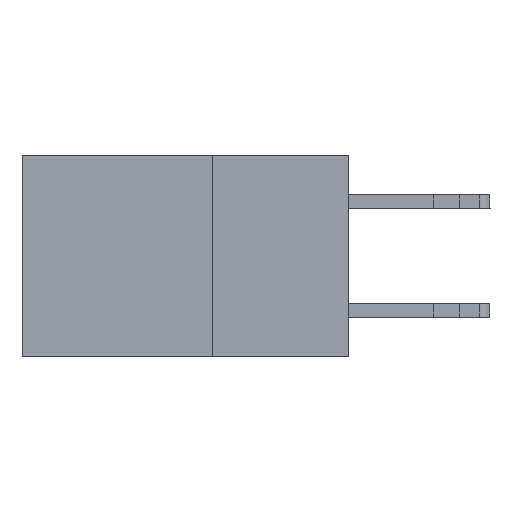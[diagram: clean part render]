
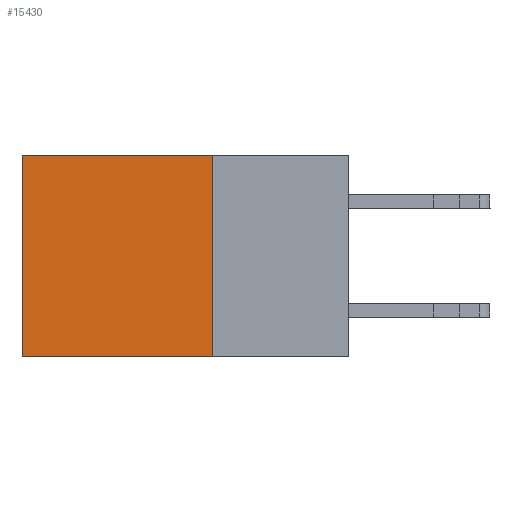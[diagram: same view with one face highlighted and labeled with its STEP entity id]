
A CAD part, left-side view. The second image highlights one B-rep face of the part: STEP entity #15430.
In plain terms, the highlighted planar face has unit normal (-1, 0, 0).
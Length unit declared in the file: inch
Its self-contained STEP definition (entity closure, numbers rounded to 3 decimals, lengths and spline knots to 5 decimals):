
#72 = ORIENTED_EDGE ( 'NONE', *, *, #14491, .T. ) ;
#381 = VECTOR ( 'NONE', #3111, 39.37008 ) ;
#1281 = CARTESIAN_POINT ( 'NONE',  ( 0.2615, 0.25, -0.37 ) ) ;
#1456 = EDGE_LOOP ( 'NONE', ( #13582, #8872, #3315, #72 ) ) ;
#1609 = CARTESIAN_POINT ( 'NONE',  ( 0.2615, 0.25, 0. ) ) ;
#2410 = CARTESIAN_POINT ( 'NONE',  ( 0.2615, 0.6, -0.37 ) ) ;
#2507 = CARTESIAN_POINT ( 'NONE',  ( 0.2615, 0.25, -0.37 ) ) ;
#3111 = DIRECTION ( 'NONE',  ( 0., 0., -1. ) ) ;
#3315 = ORIENTED_EDGE ( 'NONE', *, *, #8671, .F. ) ;
#3783 = DIRECTION ( 'NONE',  ( 0., 0., -1. ) ) ;
#3952 = PLANE ( 'NONE',  #10798 ) ;
#4832 = DIRECTION ( 'NONE',  ( 1., 0., 0. ) ) ;
#5063 = CARTESIAN_POINT ( 'NONE',  ( 0.2615, 0.6, 0. ) ) ;
#5717 = VERTEX_POINT ( 'NONE', #5876 ) ;
#5876 = CARTESIAN_POINT ( 'NONE',  ( 0.2615, 0.25, 0. ) ) ;
#6006 = CARTESIAN_POINT ( 'NONE',  ( 0.2615, 0.6, -0.37 ) ) ;
#6344 = EDGE_CURVE ( 'NONE', #6468, #9694, #7485, .T. ) ;
#6468 = VERTEX_POINT ( 'NONE', #1281 ) ;
#6624 = LINE ( 'NONE', #1609, #9314 ) ;
#7485 = LINE ( 'NONE', #8593, #8707 ) ;
#8522 = DIRECTION ( 'NONE',  ( 0., 1., 0. ) ) ;
#8593 = CARTESIAN_POINT ( 'NONE',  ( 0.2615, 0.25, -0.37 ) ) ;
#8671 = EDGE_CURVE ( 'NONE', #5717, #6468, #13969, .T. ) ;
#8707 = VECTOR ( 'NONE', #8522, 39.37008 ) ;
#8872 = ORIENTED_EDGE ( 'NONE', *, *, #6344, .F. ) ;
#9314 = VECTOR ( 'NONE', #11317, 39.37008 ) ;
#9372 = CARTESIAN_POINT ( 'NONE',  ( 0.2615, 0.25, -0.37 ) ) ;
#9694 = VERTEX_POINT ( 'NONE', #6006 ) ;
#10798 = AXIS2_PLACEMENT_3D ( 'NONE', #2507, #4832, #3783 ) ;
#11317 = DIRECTION ( 'NONE',  ( 0., 1., 0. ) ) ;
#11778 = DIRECTION ( 'NONE',  ( 0., 0., -1. ) ) ;
#13284 = LINE ( 'NONE', #2410, #14368 ) ;
#13383 = FACE_OUTER_BOUND ( 'NONE', #1456, .T. ) ;
#13582 = ORIENTED_EDGE ( 'NONE', *, *, #14755, .T. ) ;
#13969 = LINE ( 'NONE', #9372, #381 ) ;
#14368 = VECTOR ( 'NONE', #11778, 39.37008 ) ;
#14491 = EDGE_CURVE ( 'NONE', #5717, #15456, #6624, .T. ) ;
#14755 = EDGE_CURVE ( 'NONE', #15456, #9694, #13284, .T. ) ;
#15430 = ADVANCED_FACE ( 'NONE', ( #13383 ), #3952, .F. ) ;
#15456 = VERTEX_POINT ( 'NONE', #5063 ) ;
